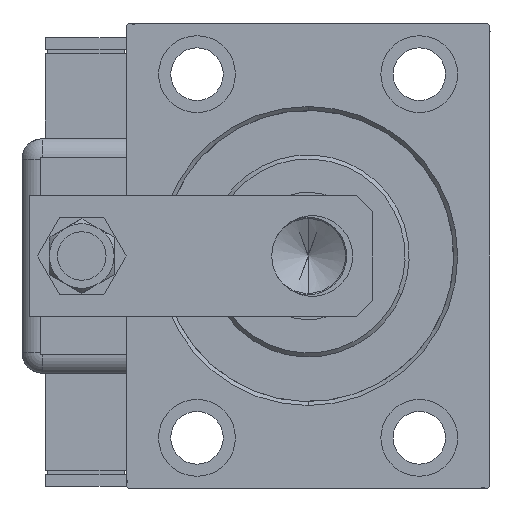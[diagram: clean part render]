
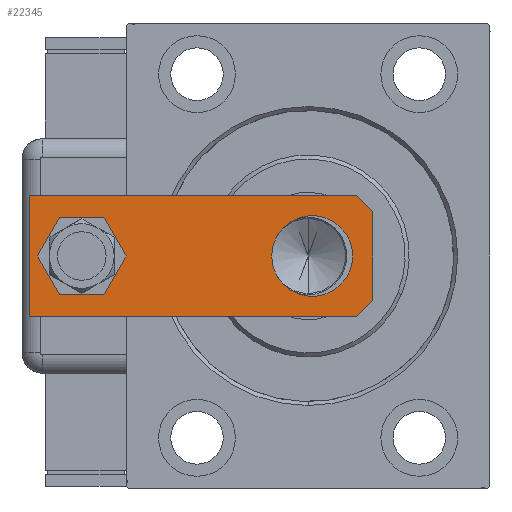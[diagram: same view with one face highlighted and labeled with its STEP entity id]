
A CAD part, left-side view. The second image highlights one B-rep face of the part: STEP entity #22345.
In plain terms, the highlighted face is planar.
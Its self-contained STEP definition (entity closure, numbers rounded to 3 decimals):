
#167 = ORIENTED_EDGE ( 'NONE', *, *, #12572, .F. ) ;
#249 = VECTOR ( 'NONE', #22566, 1000. ) ;
#436 = CARTESIAN_POINT ( 'NONE',  ( 7., 72., 0. ) ) ;
#561 = CARTESIAN_POINT ( 'NONE',  ( 15., 85., 0. ) ) ;
#2110 = DIRECTION ( 'NONE',  ( 0., 0., 1. ) ) ;
#2562 = VERTEX_POINT ( 'NONE', #14907 ) ;
#2854 = CIRCLE ( 'NONE', #26023, 7. ) ;
#3104 = CARTESIAN_POINT ( 'NONE',  ( 0., 72., 0. ) ) ;
#3874 = CIRCLE ( 'NONE', #22221, 10. ) ;
#4077 = EDGE_LOOP ( 'NONE', ( #167, #24581, #5074, #54561, #24600, #13485 ) ) ;
#5074 = ORIENTED_EDGE ( 'NONE', *, *, #52849, .F. ) ;
#5299 = EDGE_CURVE ( 'NONE', #8426, #42578, #36613, .T. ) ;
#8426 = VERTEX_POINT ( 'NONE', #561 ) ;
#10169 = LINE ( 'NONE', #23499, #26267 ) ;
#10567 = LINE ( 'NONE', #57505, #22484 ) ;
#12310 = EDGE_CURVE ( 'NONE', #20265, #39763, #56574, .T. ) ;
#12470 = CARTESIAN_POINT ( 'NONE',  ( 0., 15., 0. ) ) ;
#12570 = EDGE_LOOP ( 'NONE', ( #44700, #37244 ) ) ;
#12572 = EDGE_CURVE ( 'NONE', #48053, #52268, #48637, .T. ) ;
#12893 = LINE ( 'NONE', #49836, #249 ) ;
#13485 = ORIENTED_EDGE ( 'NONE', *, *, #18925, .T. ) ;
#13610 = DIRECTION ( 'NONE',  ( 0., 0., 1. ) ) ;
#13936 = EDGE_CURVE ( 'NONE', #39763, #20265, #3874, .T. ) ;
#14495 = FACE_BOUND ( 'NONE', #12570, .T. ) ;
#14767 = CARTESIAN_POINT ( 'NONE',  ( 15., 4., 0. ) ) ;
#14907 = CARTESIAN_POINT ( 'NONE',  ( -7., 72., 0. ) ) ;
#15309 = DIRECTION ( 'NONE',  ( -0.707, -0.707, 0. ) ) ;
#16147 = DIRECTION ( 'NONE',  ( 1., 0., 0. ) ) ;
#17912 = VECTOR ( 'NONE', #49219, 1000. ) ;
#18925 = EDGE_CURVE ( 'NONE', #39952, #52268, #10169, .T. ) ;
#19411 = AXIS2_PLACEMENT_3D ( 'NONE', #24150, #13610, #46603 ) ;
#19779 = EDGE_LOOP ( 'NONE', ( #38794, #44986 ) ) ;
#20044 = EDGE_CURVE ( 'NONE', #48053, #35719, #12893, .T. ) ;
#20265 = VERTEX_POINT ( 'NONE', #21880 ) ;
#20580 = DIRECTION ( 'NONE',  ( 0., 1., 0. ) ) ;
#20772 = EDGE_CURVE ( 'NONE', #39952, #8426, #10567, .T. ) ;
#21806 = CARTESIAN_POINT ( 'NONE',  ( -15., 85., 0. ) ) ;
#21880 = CARTESIAN_POINT ( 'NONE',  ( -10., 15., 0. ) ) ;
#22034 = DIRECTION ( 'NONE',  ( 0., 0., 1. ) ) ;
#22221 = AXIS2_PLACEMENT_3D ( 'NONE', #12470, #58503, #45465 ) ;
#22345 = ADVANCED_FACE ( 'NONE', ( #50571, #14495, #42321 ), #47184, .F. ) ;
#22484 = VECTOR ( 'NONE', #20580, 1000. ) ;
#22566 = DIRECTION ( 'NONE',  ( -0.707, 0.707, 0. ) ) ;
#23499 = CARTESIAN_POINT ( 'NONE',  ( 15., 4., 0. ) ) ;
#24150 = CARTESIAN_POINT ( 'NONE',  ( 0., 0., 0. ) ) ;
#24581 = ORIENTED_EDGE ( 'NONE', *, *, #20044, .T. ) ;
#24600 = ORIENTED_EDGE ( 'NONE', *, *, #20772, .F. ) ;
#25198 = CARTESIAN_POINT ( 'NONE',  ( -15., 85., 0. ) ) ;
#26023 = AXIS2_PLACEMENT_3D ( 'NONE', #3104, #53370, #16147 ) ;
#26267 = VECTOR ( 'NONE', #15309, 1000. ) ;
#27327 = EDGE_CURVE ( 'NONE', #52449, #2562, #2854, .T. ) ;
#28642 = CARTESIAN_POINT ( 'NONE',  ( 11., 0., 0. ) ) ;
#30530 = CARTESIAN_POINT ( 'NONE',  ( 0., 15., 0. ) ) ;
#30824 = DIRECTION ( 'NONE',  ( 1., 0., 0. ) ) ;
#31052 = CARTESIAN_POINT ( 'NONE',  ( -15., 0., 0. ) ) ;
#32983 = CARTESIAN_POINT ( 'NONE',  ( 10., 15., 0. ) ) ;
#33120 = VECTOR ( 'NONE', #44819, 1000. ) ;
#33873 = CARTESIAN_POINT ( 'NONE',  ( 0., 72., 0. ) ) ;
#34272 = CARTESIAN_POINT ( 'NONE',  ( -11., 0., 0. ) ) ;
#35719 = VERTEX_POINT ( 'NONE', #41936 ) ;
#36613 = LINE ( 'NONE', #40540, #42221 ) ;
#37244 = ORIENTED_EDGE ( 'NONE', *, *, #27327, .T. ) ;
#38794 = ORIENTED_EDGE ( 'NONE', *, *, #12310, .T. ) ;
#39763 = VERTEX_POINT ( 'NONE', #32983 ) ;
#39952 = VERTEX_POINT ( 'NONE', #14767 ) ;
#40540 = CARTESIAN_POINT ( 'NONE',  ( 15., 85., 0. ) ) ;
#40554 = EDGE_CURVE ( 'NONE', #2562, #52449, #44196, .T. ) ;
#41936 = CARTESIAN_POINT ( 'NONE',  ( -15., 4., 0. ) ) ;
#42221 = VECTOR ( 'NONE', #54487, 1000. ) ;
#42321 = FACE_BOUND ( 'NONE', #19779, .T. ) ;
#42578 = VERTEX_POINT ( 'NONE', #25198 ) ;
#44196 = CIRCLE ( 'NONE', #51009, 7. ) ;
#44700 = ORIENTED_EDGE ( 'NONE', *, *, #40554, .T. ) ;
#44819 = DIRECTION ( 'NONE',  ( 0., -1., 0. ) ) ;
#44986 = ORIENTED_EDGE ( 'NONE', *, *, #13936, .T. ) ;
#45465 = DIRECTION ( 'NONE',  ( 1., 0., 0. ) ) ;
#45958 = AXIS2_PLACEMENT_3D ( 'NONE', #30530, #22034, #30824 ) ;
#46603 = DIRECTION ( 'NONE',  ( 1., 0., 0. ) ) ;
#47184 = PLANE ( 'NONE',  #19411 ) ;
#48053 = VERTEX_POINT ( 'NONE', #34272 ) ;
#48117 = DIRECTION ( 'NONE',  ( 1., 0., 0. ) ) ;
#48637 = LINE ( 'NONE', #31052, #17912 ) ;
#49219 = DIRECTION ( 'NONE',  ( 1., 0., 0. ) ) ;
#49836 = CARTESIAN_POINT ( 'NONE',  ( -11., 0., 0. ) ) ;
#50571 = FACE_OUTER_BOUND ( 'NONE', #4077, .T. ) ;
#51009 = AXIS2_PLACEMENT_3D ( 'NONE', #33873, #2110, #48117 ) ;
#52268 = VERTEX_POINT ( 'NONE', #28642 ) ;
#52449 = VERTEX_POINT ( 'NONE', #436 ) ;
#52849 = EDGE_CURVE ( 'NONE', #42578, #35719, #58460, .T. ) ;
#53370 = DIRECTION ( 'NONE',  ( 0., 0., 1. ) ) ;
#54487 = DIRECTION ( 'NONE',  ( -1., 0., 0. ) ) ;
#54561 = ORIENTED_EDGE ( 'NONE', *, *, #5299, .F. ) ;
#56574 = CIRCLE ( 'NONE', #45958, 10. ) ;
#57505 = CARTESIAN_POINT ( 'NONE',  ( 15., 0., 0. ) ) ;
#58460 = LINE ( 'NONE', #21806, #33120 ) ;
#58503 = DIRECTION ( 'NONE',  ( 0., 0., 1. ) ) ;
